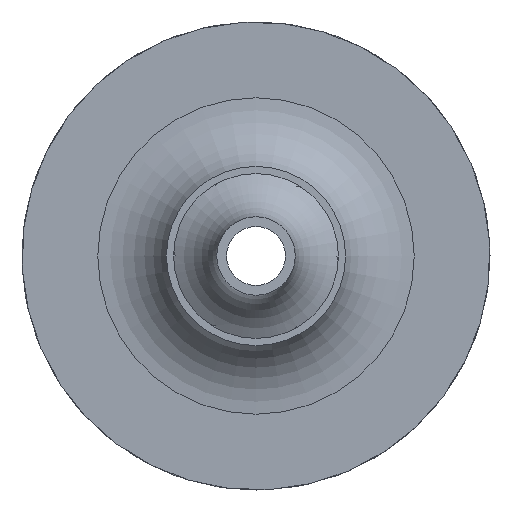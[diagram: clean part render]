
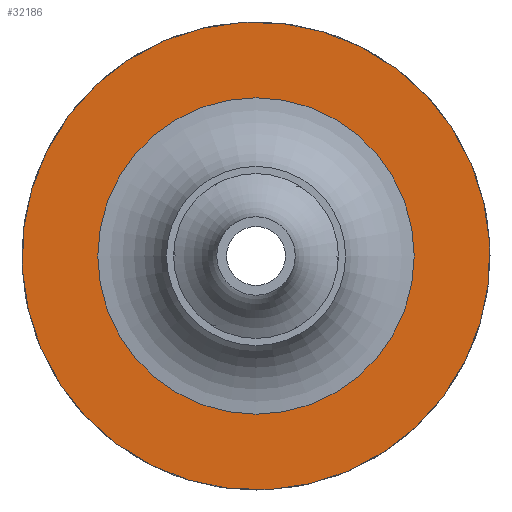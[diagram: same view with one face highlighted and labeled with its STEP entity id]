
A CAD part, left-side view. The second image highlights one B-rep face of the part: STEP entity #32186.
In plain terms, the highlighted planar face has unit normal (-1, 0, 0).
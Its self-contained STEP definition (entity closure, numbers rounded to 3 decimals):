
#45 = CYLINDRICAL_SURFACE('',#46,357.95);
#46 = AXIS2_PLACEMENT_3D('',#47,#48,#49);
#47 = CARTESIAN_POINT('',(11.,0.,0.));
#48 = DIRECTION('',(-1.,-0.,-0.));
#49 = DIRECTION('',(0.,1.,0.));
#408 = VERTEX_POINT('',#409);
#409 = CARTESIAN_POINT('',(-42.9,196.034,299.498));
#437 = EDGE_CURVE('',#408,#408,#438,.T.);
#438 = SURFACE_CURVE('',#439,(#444,#451),.PCURVE_S1.);
#439 = CIRCLE('',#440,357.95);
#440 = AXIS2_PLACEMENT_3D('',#441,#442,#443);
#441 = CARTESIAN_POINT('',(-42.9,0.,0.
    ));
#442 = DIRECTION('',(1.,0.,0.));
#443 = DIRECTION('',(-0.,0.548,0.837));
#444 = PCURVE('',#45,#445);
#445 = DEFINITIONAL_REPRESENTATION('',(#446),#450);
#446 = LINE('',#447,#448);
#447 = CARTESIAN_POINT('',(-0.991,53.9));
#448 = VECTOR('',#449,1.);
#449 = DIRECTION('',(-1.,0.));
#450 = ( GEOMETRIC_REPRESENTATION_CONTEXT(2) 
PARAMETRIC_REPRESENTATION_CONTEXT() REPRESENTATION_CONTEXT('2D SPACE',''
  ) );
#451 = PCURVE('',#452,#457);
#452 = PLANE('',#453);
#453 = AXIS2_PLACEMENT_3D('',#454,#455,#456);
#454 = CARTESIAN_POINT('',(-42.9,0.,0.));
#455 = DIRECTION('',(-1.,-0.,-0.));
#456 = DIRECTION('',(-0.,-1.,-0.));
#457 = DEFINITIONAL_REPRESENTATION('',(#458),#466);
#458 = ( BOUNDED_CURVE() B_SPLINE_CURVE(2,(#459,#460,#461,#462,#463,#464
,#465),.UNSPECIFIED.,.T.,.F.) B_SPLINE_CURVE_WITH_KNOTS((1,2,2,2,2,1),(
    -2.094,0.,2.094,4.189,6.283,
8.378),.UNSPECIFIED.) CURVE() GEOMETRIC_REPRESENTATION_ITEM() 
RATIONAL_B_SPLINE_CURVE((1.,0.5,1.,0.5,1.,0.5,1.)) REPRESENTATION_ITEM(
  '') );
#459 = CARTESIAN_POINT('',(-196.034,299.498));
#460 = CARTESIAN_POINT('',(322.712,639.038));
#461 = CARTESIAN_POINT('',(357.39,20.021));
#462 = CARTESIAN_POINT('',(392.067,-598.996));
#463 = CARTESIAN_POINT('',(-161.356,-319.519));
#464 = CARTESIAN_POINT('',(-714.779,-40.042));
#465 = CARTESIAN_POINT('',(-196.034,299.498));
#466 = ( GEOMETRIC_REPRESENTATION_CONTEXT(2) 
PARAMETRIC_REPRESENTATION_CONTEXT() REPRESENTATION_CONTEXT('2D SPACE',''
  ) );
#32186 = ADVANCED_FACE('',(#32187,#32222),#452,.T.);
#32187 = FACE_BOUND('',#32188,.T.);
#32188 = EDGE_LOOP('',(#32189));
#32189 = ORIENTED_EDGE('',*,*,#32190,.T.);
#32190 = EDGE_CURVE('',#32191,#32191,#32193,.T.);
#32191 = VERTEX_POINT('',#32192);
#32192 = CARTESIAN_POINT('',(-42.9,241.98,0.));
#32193 = SURFACE_CURVE('',#32194,(#32199,#32210),.PCURVE_S1.);
#32194 = CIRCLE('',#32195,241.98);
#32195 = AXIS2_PLACEMENT_3D('',#32196,#32197,#32198);
#32196 = CARTESIAN_POINT('',(-42.9,0.,0.));
#32197 = DIRECTION('',(1.,0.,0.));
#32198 = DIRECTION('',(-0.,1.,0.));
#32199 = PCURVE('',#452,#32200);
#32200 = DEFINITIONAL_REPRESENTATION('',(#32201),#32209);
#32201 = ( BOUNDED_CURVE() B_SPLINE_CURVE(2,(#32202,#32203,#32204,#32205
    ,#32206,#32207,#32208),.UNSPECIFIED.,.T.,.F.) 
B_SPLINE_CURVE_WITH_KNOTS((1,2,2,2,2,1),(-2.094,0.,
    2.094,4.189,6.283,8.378),
.UNSPECIFIED.) CURVE() GEOMETRIC_REPRESENTATION_ITEM() 
RATIONAL_B_SPLINE_CURVE((1.,0.5,1.,0.5,1.,0.5,1.)) REPRESENTATION_ITEM(
  '') );
#32202 = CARTESIAN_POINT('',(-241.98,0.));
#32203 = CARTESIAN_POINT('',(-241.98,419.122));
#32204 = CARTESIAN_POINT('',(120.99,209.561));
#32205 = CARTESIAN_POINT('',(483.96,0.));
#32206 = CARTESIAN_POINT('',(120.99,-209.561));
#32207 = CARTESIAN_POINT('',(-241.98,-419.122));
#32208 = CARTESIAN_POINT('',(-241.98,0.));
#32209 = ( GEOMETRIC_REPRESENTATION_CONTEXT(2) 
PARAMETRIC_REPRESENTATION_CONTEXT() REPRESENTATION_CONTEXT('2D SPACE',''
  ) );
#32210 = PCURVE('',#32211,#32216);
#32211 = TOROIDAL_SURFACE('',#32212,241.98,112.718);
#32212 = AXIS2_PLACEMENT_3D('',#32213,#32214,#32215);
#32213 = CARTESIAN_POINT('',(-155.618,0.,0.));
#32214 = DIRECTION('',(-1.,-0.,-0.));
#32215 = DIRECTION('',(-0.,1.,0.));
#32216 = DEFINITIONAL_REPRESENTATION('',(#32217),#32221);
#32217 = LINE('',#32218,#32219);
#32218 = CARTESIAN_POINT('',(-0.,4.712));
#32219 = VECTOR('',#32220,1.);
#32220 = DIRECTION('',(-1.,0.));
#32221 = ( GEOMETRIC_REPRESENTATION_CONTEXT(2) 
PARAMETRIC_REPRESENTATION_CONTEXT() REPRESENTATION_CONTEXT('2D SPACE',''
  ) );
#32222 = FACE_BOUND('',#32223,.T.);
#32223 = EDGE_LOOP('',(#32224));
#32224 = ORIENTED_EDGE('',*,*,#437,.F.);
